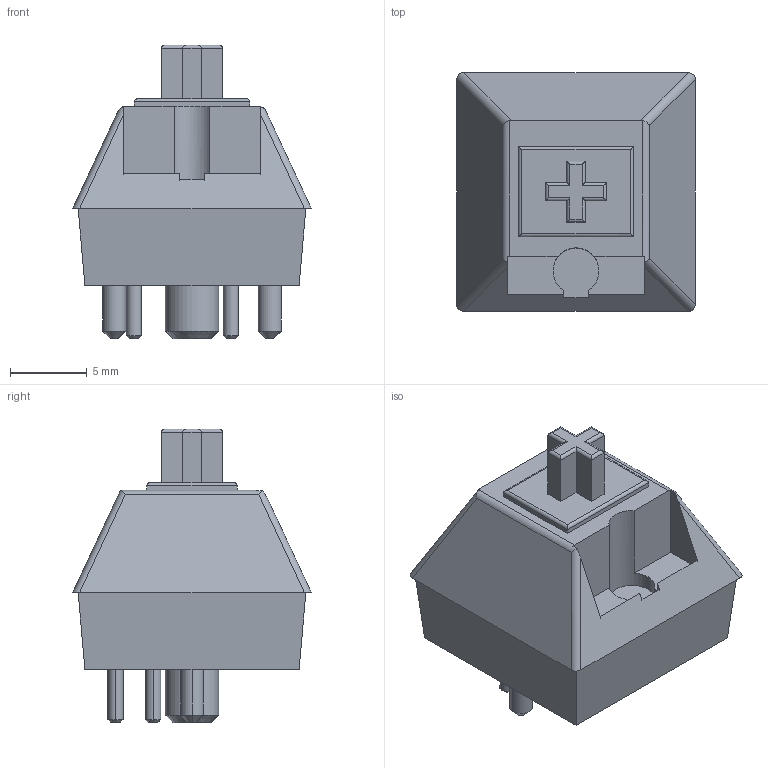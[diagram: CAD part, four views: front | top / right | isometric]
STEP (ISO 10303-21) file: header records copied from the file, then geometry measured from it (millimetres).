
FILE_DESCRIPTION (( 'STEP AP214' ), '1' );
FILE_NAME ('翮貌粣.STEP', '2016-12-15T15:38:40', ( 'KAI' ), ( '55kai.me' ), 'SwSTEP 2.0', 'SolidWorks 2015', '' );
FILE_SCHEMA (( 'AUTOMOTIVE_DESIGN' ));
Length unit declared in the file: millimetre
Products named in the file (1): 翮貌粣
Bounding box: 15.6 x 15.6 x 19.2 mm (x, y, z)
Volume: 2120.9 mm3; surface area: 1162.1 mm2
Topology: 1 solids, 1 shells, 91 faces, 217 edges, 136 vertices
Faces by surface type: plane 46, cylinder 35, cone 10
Entity records: 3618 total; most frequent: CARTESIAN_POINT 529, ORIENTED_EDGE 434, DIRECTION 413, EDGE_CURVE 217, LINE 149, VECTOR 149, VERTEX_POINT 136, AXIS2_PLACEMENT_3D 132
